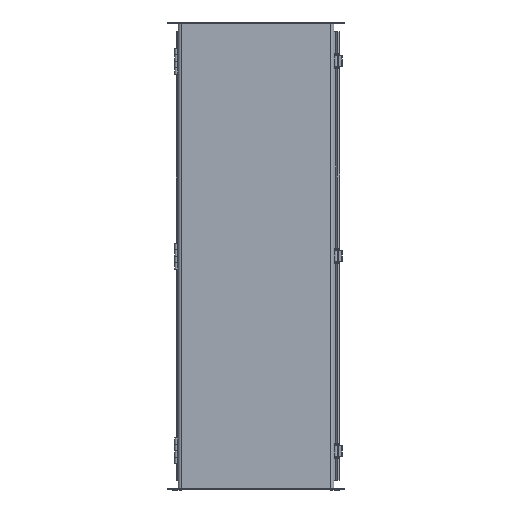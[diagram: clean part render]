
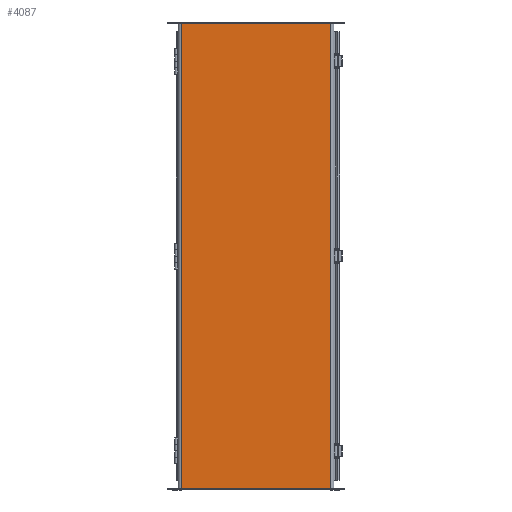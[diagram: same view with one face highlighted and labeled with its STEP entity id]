
A CAD part, top view. The second image highlights one B-rep face of the part: STEP entity #4087.
In plain terms, the highlighted planar face has unit normal (0, 0, 1).
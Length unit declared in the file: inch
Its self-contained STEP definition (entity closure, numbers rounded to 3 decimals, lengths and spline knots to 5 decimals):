
#248=PLANE('',#4365);
#410=FACE_OUTER_BOUND('',#637,.T.);
#637=EDGE_LOOP('',(#2896,#2897,#2898,#2899));
#1111=LINE('',#6116,#1499);
#1116=LINE('',#6134,#1504);
#1120=LINE('',#6148,#1508);
#1122=LINE('',#6151,#1510);
#1499=VECTOR('',#4863,36.);
#1504=VECTOR('',#4886,36.);
#1508=VECTOR('',#4906,11.5395);
#1510=VECTOR('',#4910,11.5395);
#1872=VERTEX_POINT('',#6113);
#1873=VERTEX_POINT('',#6115);
#1876=VERTEX_POINT('',#6131);
#1877=VERTEX_POINT('',#6133);
#2262=EDGE_CURVE('',#1873,#1872,#1111,.T.);
#2271=EDGE_CURVE('',#1877,#1876,#1116,.T.);
#2278=EDGE_CURVE('',#1873,#1876,#1120,.T.);
#2280=EDGE_CURVE('',#1877,#1872,#1122,.T.);
#2896=ORIENTED_EDGE('',*,*,#2262,.T.);
#2897=ORIENTED_EDGE('',*,*,#2280,.F.);
#2898=ORIENTED_EDGE('',*,*,#2271,.T.);
#2899=ORIENTED_EDGE('',*,*,#2278,.F.);
#4087=ADVANCED_FACE('',(#410),#248,.T.);
#4365=AXIS2_PLACEMENT_3D('',#6150,#4908,#4909);
#4863=DIRECTION('',(0.,-1.,0.));
#4886=DIRECTION('',(0.,1.,0.));
#4906=DIRECTION('',(1.,0.,0.));
#4908=DIRECTION('center_axis',(0.,0.,1.));
#4909=DIRECTION('ref_axis',(1.,0.,0.));
#4910=DIRECTION('',(-1.,0.,0.));
#6113=CARTESIAN_POINT('',(-5.76975,-18.,0.074));
#6115=CARTESIAN_POINT('',(-5.76975,18.,0.074));
#6116=CARTESIAN_POINT('',(-5.76975,9.,0.074));
#6131=CARTESIAN_POINT('',(5.76975,18.,0.074));
#6133=CARTESIAN_POINT('',(5.76975,-18.,0.074));
#6134=CARTESIAN_POINT('',(5.76975,-9.,0.074));
#6148=CARTESIAN_POINT('',(6.,18.,0.074));
#6150=CARTESIAN_POINT('Origin',(0.,0.,
0.074));
#6151=CARTESIAN_POINT('',(-6.,-18.,0.074));
